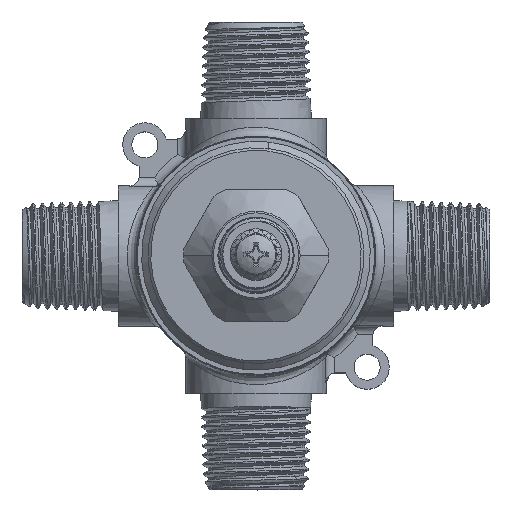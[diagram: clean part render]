
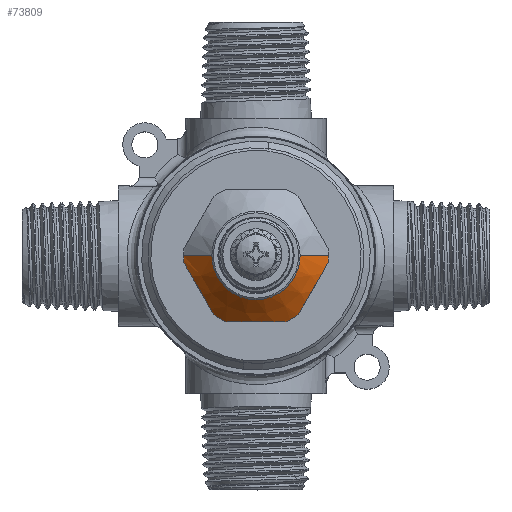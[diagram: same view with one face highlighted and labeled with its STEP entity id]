
A CAD part, top view. The second image highlights one B-rep face of the part: STEP entity #73809.
In plain terms, the highlighted conical face has half-angle 45 degrees and reference radius 11.225 mm.
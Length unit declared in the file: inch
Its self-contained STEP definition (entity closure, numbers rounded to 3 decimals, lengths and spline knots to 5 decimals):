
#18037=DIRECTION('',(-0.707,0.,0.707));
#18038=VECTOR('',#18037,0.30344);
#18039=CARTESIAN_POINT('',(0.54921,0.,1.79326));
#18040=LINE('',#18039,#18038);
#18044=CARTESIAN_POINT('',(0.,0.,1.79326));
#18045=DIRECTION('',(0.,0.,1.));
#18046=DIRECTION('',(0.995,-0.097,0.));
#18047=AXIS2_PLACEMENT_3D('',#18044,#18045,#18046);
#18052=CARTESIAN_POINT('',(0.3194,-0.44679,
1.79326));
#18053=CARTESIAN_POINT('',(0.32566,-0.43594,
1.79844));
#18054=CARTESIAN_POINT('',(0.33801,-0.41455,
1.80794));
#18055=CARTESIAN_POINT('',(0.35589,-0.38358,
1.81958));
#18056=CARTESIAN_POINT('',(0.37337,-0.35331,
1.8288));
#18057=CARTESIAN_POINT('',(0.39058,-0.3235,
1.83569));
#18058=CARTESIAN_POINT('',(0.40761,-0.29401,
1.84027));
#18059=CARTESIAN_POINT('',(0.42456,-0.26464,
1.84256));
#18060=CARTESIAN_POINT('',(0.44147,-0.23536,
1.84256));
#18061=CARTESIAN_POINT('',(0.45842,-0.206,
1.84027));
#18062=CARTESIAN_POINT('',(0.47545,-0.1765,
1.83569));
#18063=CARTESIAN_POINT('',(0.49266,-0.14669,
1.8288));
#18064=CARTESIAN_POINT('',(0.51013,-0.11642,
1.81958));
#18065=CARTESIAN_POINT('',(0.52802,-0.08545,
1.80794));
#18066=CARTESIAN_POINT('',(0.54036,-0.06406,
1.79844));
#18067=CARTESIAN_POINT('',(0.54663,-0.05321,
1.79326));
#18072=CARTESIAN_POINT('',(0.,0.,1.79326));
#18073=DIRECTION('',(0.,0.,1.));
#18074=DIRECTION('',(0.414,-0.91,0.));
#18075=AXIS2_PLACEMENT_3D('',#18072,#18073,#18074);
#18080=CARTESIAN_POINT('',(-0.22723,-0.5,1.79326));
#18081=CARTESIAN_POINT('',(-0.2147,-0.5,1.79844));
#18082=CARTESIAN_POINT('',(-0.19001,-0.5,1.80794));
#18083=CARTESIAN_POINT('',(-0.15424,-0.5,1.81958));
#18084=CARTESIAN_POINT('',(-0.11929,-0.5,1.8288));
#18085=CARTESIAN_POINT('',(-0.08487,-0.5,1.83569));
#18086=CARTESIAN_POINT('',(-0.05081,-0.5,1.84027));
#18087=CARTESIAN_POINT('',(-0.01691,-0.5,1.84256));
#18088=CARTESIAN_POINT('',(0.0169,-0.5,1.84256));
#18089=CARTESIAN_POINT('',(0.05081,-0.5,1.84027));
#18090=CARTESIAN_POINT('',(0.08487,-0.5,1.83569));
#18091=CARTESIAN_POINT('',(0.11929,-0.5,1.8288));
#18092=CARTESIAN_POINT('',(0.15424,-0.5,1.81958));
#18093=CARTESIAN_POINT('',(0.19001,-0.5,1.80794));
#18094=CARTESIAN_POINT('',(0.2147,-0.5,1.79844));
#18095=CARTESIAN_POINT('',(0.22723,-0.5,1.79326));
#18100=CARTESIAN_POINT('',(0.,0.,1.79326));
#18101=DIRECTION('',(0.,0.,1.));
#18102=DIRECTION('',(-0.582,-0.814,0.));
#18103=AXIS2_PLACEMENT_3D('',#18100,#18101,#18102);
#18108=CARTESIAN_POINT('',(-0.54663,-0.05321,
1.79326));
#18109=CARTESIAN_POINT('',(-0.54036,-0.06406,
1.79844));
#18110=CARTESIAN_POINT('',(-0.52802,-0.08545,
1.80794));
#18111=CARTESIAN_POINT('',(-0.51013,-0.11642,
1.81958));
#18112=CARTESIAN_POINT('',(-0.49266,-0.14669,
1.8288));
#18113=CARTESIAN_POINT('',(-0.47545,-0.1765,
1.83569));
#18114=CARTESIAN_POINT('',(-0.45842,-0.20599,
1.84027));
#18115=CARTESIAN_POINT('',(-0.44147,-0.23536,
1.84256));
#18116=CARTESIAN_POINT('',(-0.42456,-0.26464,
1.84256));
#18117=CARTESIAN_POINT('',(-0.40761,-0.294,
1.84027));
#18118=CARTESIAN_POINT('',(-0.39058,-0.3235,
1.83569));
#18119=CARTESIAN_POINT('',(-0.37337,-0.35331,
1.8288));
#18120=CARTESIAN_POINT('',(-0.35589,-0.38358,
1.81958));
#18121=CARTESIAN_POINT('',(-0.33801,-0.41455,
1.80794));
#18122=CARTESIAN_POINT('',(-0.32566,-0.43594,
1.79844));
#18123=CARTESIAN_POINT('',(-0.3194,-0.44679,
1.79326));
#18128=CARTESIAN_POINT('',(0.,0.,1.79326));
#18129=DIRECTION('',(0.,0.,1.));
#18130=DIRECTION('',(-1.,0.,0.));
#18131=AXIS2_PLACEMENT_3D('',#18128,#18129,#18130);
#18136=CARTESIAN_POINT('',(0.,0.,2.00782));
#18137=DIRECTION('',(0.,0.,-1.));
#18138=DIRECTION('',(1.,0.,0.));
#18139=AXIS2_PLACEMENT_3D('',#18136,#18137,#18138);
#18152=DIRECTION('',(0.707,0.,0.707));
#18153=VECTOR('',#18152,0.30344);
#18154=CARTESIAN_POINT('',(-0.54921,0.,1.79326));
#18155=LINE('',#18154,#18153);
#49917=CARTESIAN_POINT('',(-0.54921,0.,1.79326));
#49918=CARTESIAN_POINT('',(-0.54663,-0.05321,
1.79326));
#49919=VERTEX_POINT('',#49917);
#49920=VERTEX_POINT('',#49918);
#49923=CARTESIAN_POINT('',(-0.33465,0.,2.00782));
#49924=VERTEX_POINT('',#49923);
#49932=CARTESIAN_POINT('',(0.54921,0.,1.79326));
#49933=VERTEX_POINT('',#49932);
#49934=CARTESIAN_POINT('',(0.33465,0.,2.00782));
#49935=VERTEX_POINT('',#49934);
#49948=CARTESIAN_POINT('',(0.54663,-0.05321,
1.79326));
#49949=VERTEX_POINT('',#49948);
#49950=CARTESIAN_POINT('',(-0.3194,-0.44679,
1.79326));
#49951=CARTESIAN_POINT('',(-0.22723,-0.5,1.79326));
#49952=VERTEX_POINT('',#49950);
#49953=VERTEX_POINT('',#49951);
#49954=CARTESIAN_POINT('',(0.22723,-0.5,1.79326));
#49955=CARTESIAN_POINT('',(0.3194,-0.44679,
1.79326));
#49956=VERTEX_POINT('',#49954);
#49957=VERTEX_POINT('',#49955);
#73789=CARTESIAN_POINT('',(0.,0.,1.90054));
#73790=DIRECTION('',(0.,0.,-1.));
#73791=DIRECTION('',(1.,0.,0.));
#73792=AXIS2_PLACEMENT_3D('',#73789,#73790,#73791);
#73793=CONICAL_SURFACE('',#73792,0.44193,45.);
#73795=ORIENTED_EDGE('',*,*,#73794,.F.);
#73796=ORIENTED_EDGE('',*,*,#73712,.F.);
#73797=ORIENTED_EDGE('',*,*,#73728,.F.);
#73798=ORIENTED_EDGE('',*,*,#73742,.F.);
#73799=ORIENTED_EDGE('',*,*,#73756,.F.);
#73800=ORIENTED_EDGE('',*,*,#73770,.F.);
#73801=ORIENTED_EDGE('',*,*,#73783,.F.);
#73802=ORIENTED_EDGE('',*,*,#73627,.F.);
#73804=ORIENTED_EDGE('',*,*,#73803,.T.);
#73806=ORIENTED_EDGE('',*,*,#73805,.F.);
#73807=EDGE_LOOP('',(#73795,#73796,#73797,#73798,#73799,#73800,#73801,#73802,
#73804,#73806));
#73808=FACE_OUTER_BOUND('',#73807,.F.);
#18048=CIRCLE('',#18047,0.54921);
#18068=B_SPLINE_CURVE_WITH_KNOTS('',3,(#18052,#18053,#18054,#18055,#18056,
#18057,#18058,#18059,#18060,#18061,#18062,#18063,#18064,#18065,#18066,#18067),
.UNSPECIFIED.,.F.,.F.,(4,1,1,1,1,1,1,1,1,1,1,1,1,4),(0.,0.07692,
0.15385,0.23077,0.30769,0.38462,
0.46154,0.53846,0.61538,0.69231,
0.76923,0.84615,0.92308,1.),.UNSPECIFIED.);
#18076=CIRCLE('',#18075,0.54921);
#18096=B_SPLINE_CURVE_WITH_KNOTS('',3,(#18080,#18081,#18082,#18083,#18084,
#18085,#18086,#18087,#18088,#18089,#18090,#18091,#18092,#18093,#18094,#18095),
.UNSPECIFIED.,.F.,.F.,(4,1,1,1,1,1,1,1,1,1,1,1,1,4),(0.,0.07692,
0.15385,0.23077,0.30769,0.38462,
0.46154,0.53846,0.61538,0.69231,
0.76923,0.84615,0.92308,1.),.UNSPECIFIED.);
#18104=CIRCLE('',#18103,0.54921);
#18124=B_SPLINE_CURVE_WITH_KNOTS('',3,(#18108,#18109,#18110,#18111,#18112,
#18113,#18114,#18115,#18116,#18117,#18118,#18119,#18120,#18121,#18122,#18123),
.UNSPECIFIED.,.F.,.F.,(4,1,1,1,1,1,1,1,1,1,1,1,1,4),(0.,0.07692,
0.15385,0.23077,0.30769,0.38462,
0.46154,0.53846,0.61538,0.69231,
0.76923,0.84615,0.92308,1.),.UNSPECIFIED.);
#18132=CIRCLE('',#18131,0.54921);
#18140=CIRCLE('',#18139,0.33465);
#73627=EDGE_CURVE('',#49919,#49920,#18132,.T.);
#73712=EDGE_CURVE('',#49949,#49933,#18048,.T.);
#73728=EDGE_CURVE('',#49957,#49949,#18068,.T.);
#73742=EDGE_CURVE('',#49956,#49957,#18076,.T.);
#73756=EDGE_CURVE('',#49953,#49956,#18096,.T.);
#73770=EDGE_CURVE('',#49952,#49953,#18104,.T.);
#73783=EDGE_CURVE('',#49920,#49952,#18124,.T.);
#73794=EDGE_CURVE('',#49933,#49935,#18040,.T.);
#73803=EDGE_CURVE('',#49919,#49924,#18155,.T.);
#73805=EDGE_CURVE('',#49935,#49924,#18140,.T.);
#73809=ADVANCED_FACE('',(#73808),#73793,.T.);
